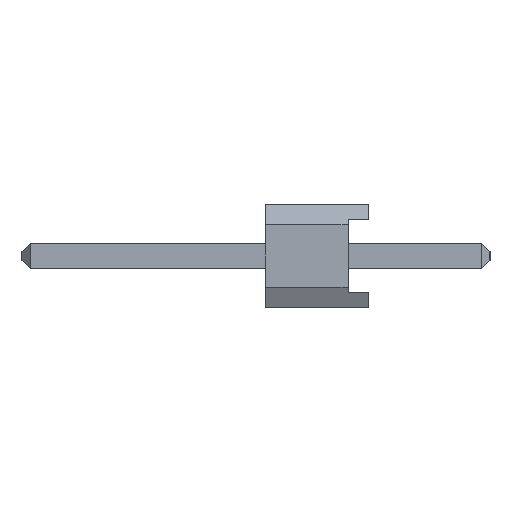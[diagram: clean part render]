
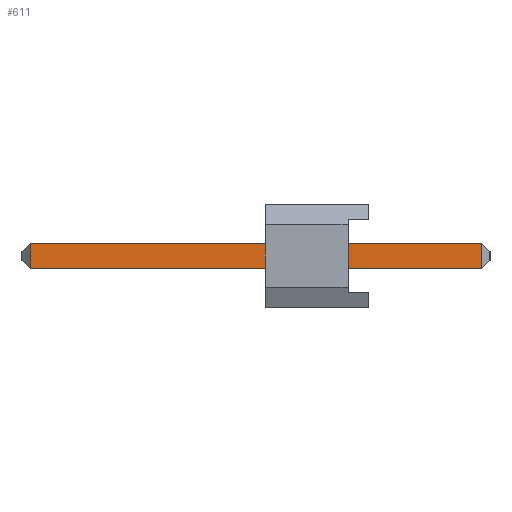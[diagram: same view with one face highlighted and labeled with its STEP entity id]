
A CAD part, left-side view. The second image highlights one B-rep face of the part: STEP entity #611.
In plain terms, the highlighted face is planar.
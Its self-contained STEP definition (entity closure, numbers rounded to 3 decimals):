
#85=FACE_OUTER_BOUND('',#119,.T.);
#119=EDGE_LOOP('',(#523,#524,#525,#526));
#176=LINE('',#1000,#252);
#193=LINE('',#1035,#269);
#194=LINE('',#1037,#270);
#195=LINE('',#1038,#271);
#252=VECTOR('',#821,1000.);
#269=VECTOR('',#850,1000.);
#270=VECTOR('',#851,1000.);
#271=VECTOR('',#852,1000.);
#312=VERTEX_POINT('',#997);
#313=VERTEX_POINT('',#999);
#325=VERTEX_POINT('',#1034);
#326=VERTEX_POINT('',#1036);
#376=EDGE_CURVE('',#313,#312,#176,.T.);
#393=EDGE_CURVE('',#313,#325,#193,.T.);
#394=EDGE_CURVE('',#312,#326,#194,.T.);
#395=EDGE_CURVE('',#326,#325,#195,.T.);
#523=ORIENTED_EDGE('',*,*,#393,.F.);
#524=ORIENTED_EDGE('',*,*,#376,.T.);
#525=ORIENTED_EDGE('',*,*,#394,.T.);
#526=ORIENTED_EDGE('',*,*,#395,.T.);
#579=PLANE('',#710);
#611=ADVANCED_FACE('',(#85),#579,.F.);
#710=AXIS2_PLACEMENT_3D('',#1033,#848,#849);
#821=DIRECTION('',(0.,1.,0.));
#848=DIRECTION('center_axis',(-1.,0.,0.));
#849=DIRECTION('ref_axis',(0.,0.,1.));
#850=DIRECTION('',(0.,0.,1.));
#851=DIRECTION('',(0.,0.,1.));
#852=DIRECTION('',(0.,-1.,0.));
#997=CARTESIAN_POINT('',(0.32,0.32,-5.57));
#999=CARTESIAN_POINT('',(0.32,-0.32,-5.57));
#1000=CARTESIAN_POINT('',(0.32,-0.32,-5.57));
#1033=CARTESIAN_POINT('Origin',(0.32,-0.32,-5.77));
#1034=CARTESIAN_POINT('',(0.32,-0.32,5.57));
#1035=CARTESIAN_POINT('',(0.32,-0.32,-5.77));
#1036=CARTESIAN_POINT('',(0.32,0.32,5.57));
#1037=CARTESIAN_POINT('',(0.32,0.32,-5.77));
#1038=CARTESIAN_POINT('',(0.32,-0.32,5.57));
